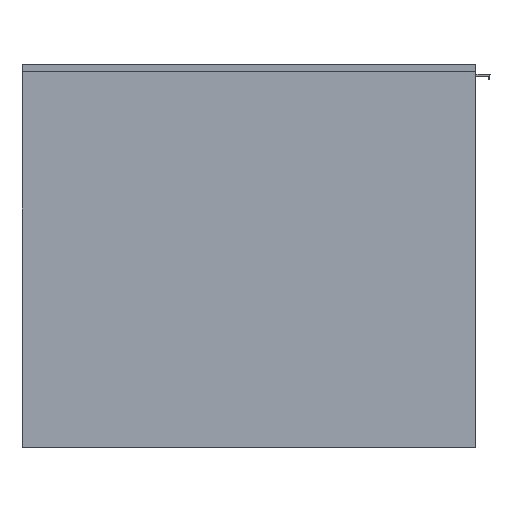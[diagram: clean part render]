
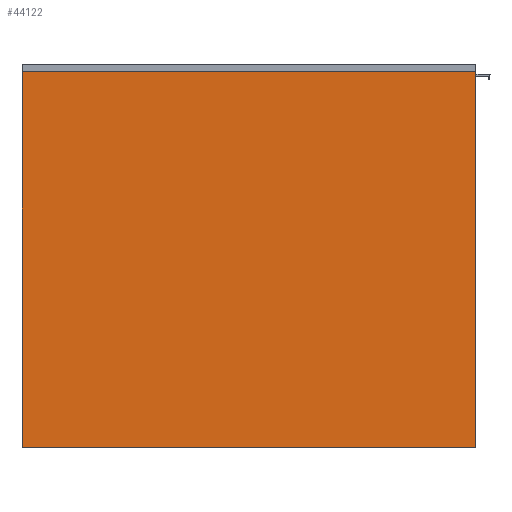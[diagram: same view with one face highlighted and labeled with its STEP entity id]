
A CAD part, left-side view. The second image highlights one B-rep face of the part: STEP entity #44122.
In plain terms, the highlighted planar face has unit normal (-1, 0, 0).
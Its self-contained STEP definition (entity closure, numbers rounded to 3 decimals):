
#3920=FACE_OUTER_BOUND('',#6418,.T.);
#6418=EDGE_LOOP('',(#32978,#32979,#32980,#32981));
#9765=LINE('',#70916,#14655);
#9769=LINE('',#70925,#14659);
#9774=LINE('',#70933,#14664);
#9776=LINE('',#70937,#14666);
#14655=VECTOR('',#53622,500.);
#14659=VECTOR('',#53628,500.);
#14664=VECTOR('',#53635,414.5);
#14666=VECTOR('',#53641,414.5);
#19382=VERTEX_POINT('',#70914);
#19383=VERTEX_POINT('',#70915);
#19386=VERTEX_POINT('',#70923);
#19387=VERTEX_POINT('',#70924);
#24404=EDGE_CURVE('',#19382,#19383,#9765,.T.);
#24408=EDGE_CURVE('',#19386,#19387,#9769,.T.);
#24413=EDGE_CURVE('',#19382,#19387,#9774,.T.);
#24415=EDGE_CURVE('',#19383,#19386,#9776,.T.);
#32978=ORIENTED_EDGE('',*,*,#24413,.F.);
#32979=ORIENTED_EDGE('',*,*,#24404,.T.);
#32980=ORIENTED_EDGE('',*,*,#24415,.T.);
#32981=ORIENTED_EDGE('',*,*,#24408,.T.);
#42206=PLANE('',#47002);
#44122=ADVANCED_FACE('',(#3920),#42206,.T.);
#47002=AXIS2_PLACEMENT_3D('',#70938,#53642,#53643);
#53622=DIRECTION('',(0.,-1.,0.));
#53628=DIRECTION('',(0.,1.,0.));
#53635=DIRECTION('',(0.,0.,1.));
#53641=DIRECTION('',(0.,0.,1.));
#53642=DIRECTION('center_axis',(-1.,0.,0.));
#53643=DIRECTION('ref_axis',(0.,0.,-1.));
#70914=CARTESIAN_POINT('',(0.,0.,0.));
#70915=CARTESIAN_POINT('',(0.,-500.,0.));
#70916=CARTESIAN_POINT('',(0.,-250.,0.));
#70923=CARTESIAN_POINT('',(0.,-500.,414.5));
#70924=CARTESIAN_POINT('',(0.,0.,414.5));
#70925=CARTESIAN_POINT('',(0.,-250.,414.5));
#70933=CARTESIAN_POINT('',(0.,0.,207.25));
#70937=CARTESIAN_POINT('',(0.,-500.,207.25));
#70938=CARTESIAN_POINT('Origin',(0.,-250.,207.25));
